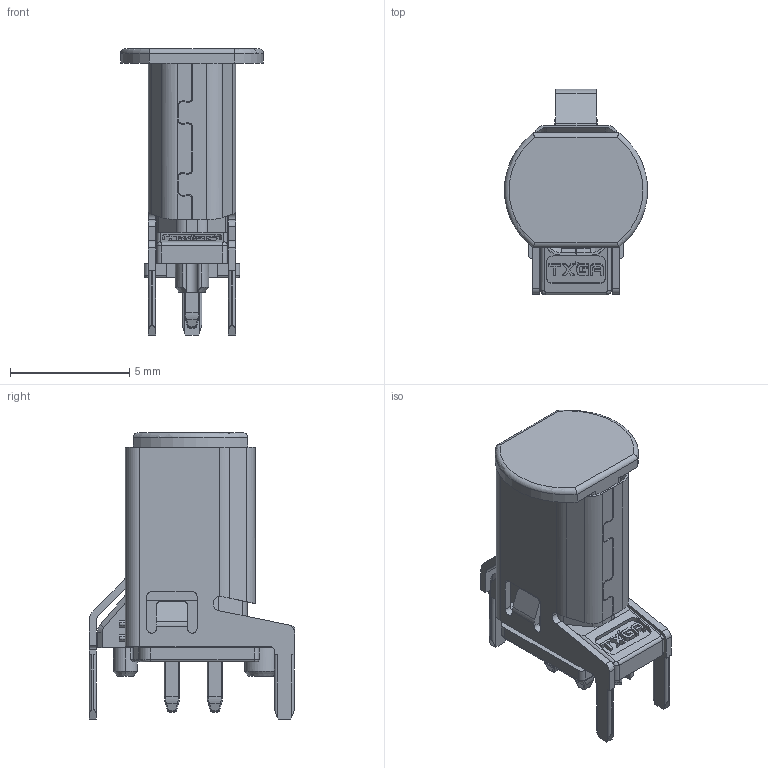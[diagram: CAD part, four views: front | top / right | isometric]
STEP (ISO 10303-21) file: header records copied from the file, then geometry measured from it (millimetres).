
FILE_DESCRIPTION((''),'2;1');
FILE_NAME('FSPE-T1SST1XX-000_ASM','2024-05-30T',('gongchengVI'),(''),'PRO/ENGINEER BY PARAMETRIC TECHNOLOGY CORPORATION, 2010280','PRO/ENGINEER BY PARAMETRIC TECHNOLOGY CORPORATION, 2010280','');
FILE_SCHEMA(('CONFIG_CONTROL_DESIGN'));
Length unit declared in the file: millimetre
Products named in the file (4): CAP_1; ST-SPE-T1_ASM_8_ASM; PRT0002; FSPE-T1SST1XX-000_ASM
Assembly tree (3 placements, depth 3):
  FSPE-T1SST1XX-000_ASM
    ST-SPE-T1_ASM_8_ASM
      CAP_1
    PRT0002
Bounding box: 5.99 x 8.62 x 12 mm (x, y, z)
Volume: 135.9 mm3; surface area: 625.2 mm2
Topology: 2 solids, 2 shells, 701 faces, 1905 edges, 1217 vertices
Faces by surface type: plane 410, cylinder 223, bspline 42, cone 19, torus 7
Entity records: 23479 total; most frequent: CARTESIAN_POINT 5802, ORIENTED_EDGE 3810, DIRECTION 3518, EDGE_CURVE 1905, VECTOR 1330, LINE 1330, VERTEX_POINT 1217, AXIS2_PLACEMENT_3D 1094
